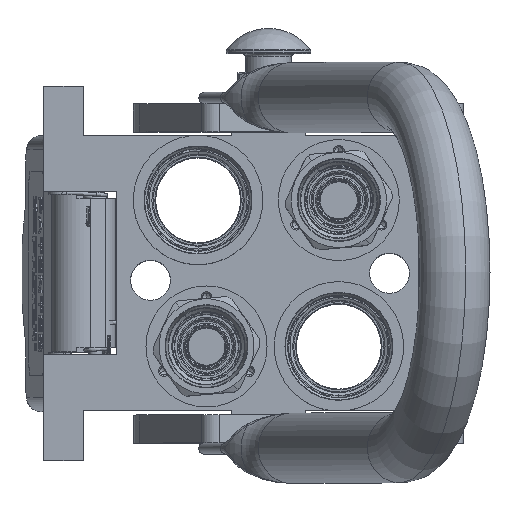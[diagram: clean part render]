
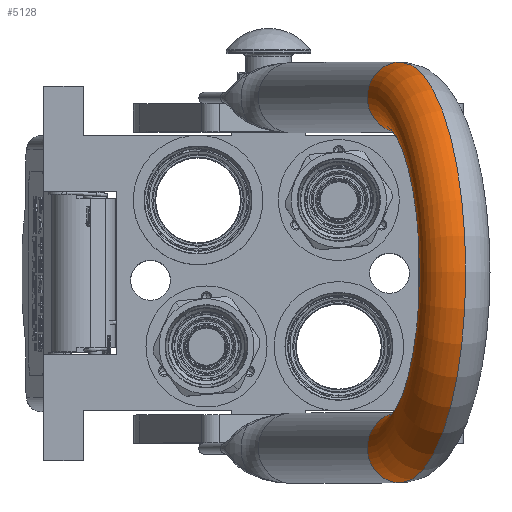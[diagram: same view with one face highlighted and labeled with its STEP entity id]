
A CAD part, top view. The second image highlights one B-rep face of the part: STEP entity #5128.
In plain terms, the highlighted toroidal (fillet/blend) face has major radius 62.25 mm and minor radius 12.5 mm.
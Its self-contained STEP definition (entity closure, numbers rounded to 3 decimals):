
#5020 = DIRECTION ( 'NONE',  ( -1., 0., 0. ) ) ;
#5128 = ADVANCED_FACE ( 'NONE', ( #117138 ), #114108, .T. ) ;
#10658 = CIRCLE ( 'NONE', #118975, 74.75 ) ;
#12665 = VERTEX_POINT ( 'NONE', #28954 ) ;
#19039 = DIRECTION ( 'NONE',  ( 0., 0., -1. ) ) ;
#22498 = EDGE_CURVE ( 'NONE', #105990, #123153, #23072, .T. ) ;
#22544 = AXIS2_PLACEMENT_3D ( 'NONE', #29641, #19039, #77840 ) ;
#23072 = CIRCLE ( 'NONE', #30957, 12.5 ) ;
#24264 = DIRECTION ( 'NONE',  ( -1., 0., 0. ) ) ;
#28954 = CARTESIAN_POINT ( 'NONE',  ( 49.75, 0., 125.25 ) ) ;
#29641 = CARTESIAN_POINT ( 'NONE',  ( 62.25, 0., 125.25 ) ) ;
#30538 = ORIENTED_EDGE ( 'NONE', *, *, #118660, .F. ) ;
#30957 = AXIS2_PLACEMENT_3D ( 'NONE', #99915, #52111, #24264 ) ;
#34299 = DIRECTION ( 'NONE',  ( 0., 1., 0. ) ) ;
#38818 = CIRCLE ( 'NONE', #77930, 49.75 ) ;
#39722 = CARTESIAN_POINT ( 'NONE',  ( 0., 0., 125.25 ) ) ;
#45288 = CARTESIAN_POINT ( 'NONE',  ( -74.75, 0., 125.25 ) ) ;
#46956 = DIRECTION ( 'NONE',  ( 1., 0., 0. ) ) ;
#52111 = DIRECTION ( 'NONE',  ( 0., 0., 1. ) ) ;
#57392 = CARTESIAN_POINT ( 'NONE',  ( -49.75, 0., 125.25 ) ) ;
#60577 = EDGE_CURVE ( 'NONE', #123153, #12665, #38818, .T. ) ;
#67417 = EDGE_CURVE ( 'NONE', #90718, #12665, #68293, .T. ) ;
#68293 = CIRCLE ( 'NONE', #22544, 12.5 ) ;
#70387 = ORIENTED_EDGE ( 'NONE', *, *, #60577, .T. ) ;
#73438 = ORIENTED_EDGE ( 'NONE', *, *, #22498, .T. ) ;
#75738 = DIRECTION ( 'NONE',  ( -1., 0., 0. ) ) ;
#77840 = DIRECTION ( 'NONE',  ( 1., 0., 0. ) ) ;
#77930 = AXIS2_PLACEMENT_3D ( 'NONE', #114244, #123953, #75738 ) ;
#89248 = ORIENTED_EDGE ( 'NONE', *, *, #67417, .F. ) ;
#90718 = VERTEX_POINT ( 'NONE', #114094 ) ;
#95304 = EDGE_LOOP ( 'NONE', ( #70387, #89248, #30538, #73438 ) ) ;
#99915 = CARTESIAN_POINT ( 'NONE',  ( -62.25, 0., 125.25 ) ) ;
#105990 = VERTEX_POINT ( 'NONE', #45288 ) ;
#106453 = AXIS2_PLACEMENT_3D ( 'NONE', #123979, #113470, #46956 ) ;
#113470 = DIRECTION ( 'NONE',  ( 0., 1., 0. ) ) ;
#114094 = CARTESIAN_POINT ( 'NONE',  ( 74.75, 0., 125.25 ) ) ;
#114108 = TOROIDAL_SURFACE ( 'NONE', #106453, 62.25, 12.5 ) ;
#114244 = CARTESIAN_POINT ( 'NONE',  ( 0., 0., 125.25 ) ) ;
#117138 = FACE_OUTER_BOUND ( 'NONE', #95304, .T. ) ;
#118660 = EDGE_CURVE ( 'NONE', #105990, #90718, #10658, .T. ) ;
#118975 = AXIS2_PLACEMENT_3D ( 'NONE', #39722, #34299, #5020 ) ;
#123153 = VERTEX_POINT ( 'NONE', #57392 ) ;
#123953 = DIRECTION ( 'NONE',  ( 0., 1., 0. ) ) ;
#123979 = CARTESIAN_POINT ( 'NONE',  ( 0., 0., 125.25 ) ) ;
